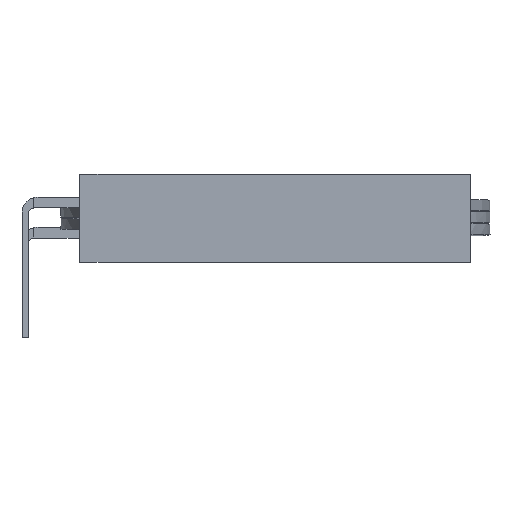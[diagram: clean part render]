
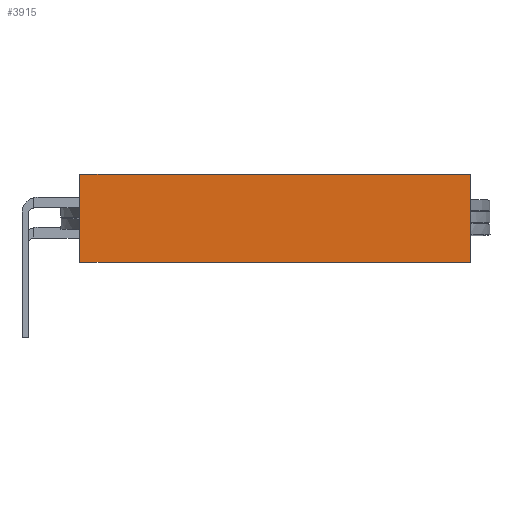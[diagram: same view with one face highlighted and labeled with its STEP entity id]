
A CAD part, front view. The second image highlights one B-rep face of the part: STEP entity #3915.
In plain terms, the highlighted face is planar.
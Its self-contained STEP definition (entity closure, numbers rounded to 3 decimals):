
#331=LINE('',#6439,#626);
#332=LINE('',#6442,#627);
#333=LINE('',#6444,#628);
#334=LINE('',#6446,#629);
#626=VECTOR('',#4552,1000.);
#627=VECTOR('',#4553,1000.);
#628=VECTOR('',#4554,1000.);
#629=VECTOR('',#4555,1000.);
#1192=ORIENTED_EDGE('',*,*,#1786,.F.);
#1193=ORIENTED_EDGE('',*,*,#1787,.F.);
#1194=ORIENTED_EDGE('',*,*,#1788,.F.);
#1195=ORIENTED_EDGE('',*,*,#1789,.T.);
#1786=EDGE_CURVE('',#2090,#2091,#331,.T.);
#1787=EDGE_CURVE('',#2092,#2090,#332,.T.);
#1788=EDGE_CURVE('',#2093,#2092,#333,.T.);
#1789=EDGE_CURVE('',#2093,#2091,#334,.T.);
#2090=VERTEX_POINT('',#6440);
#2091=VERTEX_POINT('',#6441);
#2092=VERTEX_POINT('',#6443);
#2093=VERTEX_POINT('',#6445);
#2373=EDGE_LOOP('',(#1192,#1193,#1194,#1195));
#2556=FACE_BOUND('',#2373,.T.);
#2700=PLANE('',#4060);
#3915=ADVANCED_FACE('',(#2556),#2700,.T.);
#4060=AXIS2_PLACEMENT_3D('',#6438,#4550,#4551);
#4550=DIRECTION('',(1.,0.,0.));
#4551=DIRECTION('',(0.,1.,0.));
#4552=DIRECTION('',(0.,-1.,0.));
#4553=DIRECTION('',(0.,0.,-1.));
#4554=DIRECTION('',(0.,1.,0.));
#4555=DIRECTION('',(0.,0.,-1.));
#6438=CARTESIAN_POINT('',(12.6,9.1,3.1));
#6439=CARTESIAN_POINT('',(12.6,9.1,0.));
#6440=CARTESIAN_POINT('',(12.6,9.1,0.));
#6441=CARTESIAN_POINT('',(12.6,-9.1,0.));
#6442=CARTESIAN_POINT('',(12.6,9.1,3.1));
#6443=CARTESIAN_POINT('',(12.6,9.1,4.1));
#6444=CARTESIAN_POINT('',(12.6,-9.1,4.1));
#6445=CARTESIAN_POINT('',(12.6,-9.1,4.1));
#6446=CARTESIAN_POINT('',(12.6,-9.1,3.1));
